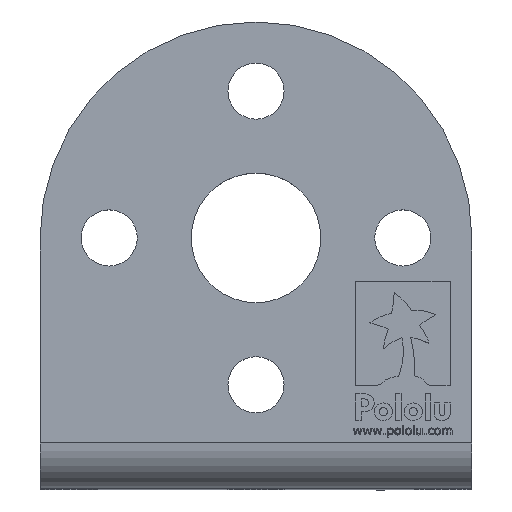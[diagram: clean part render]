
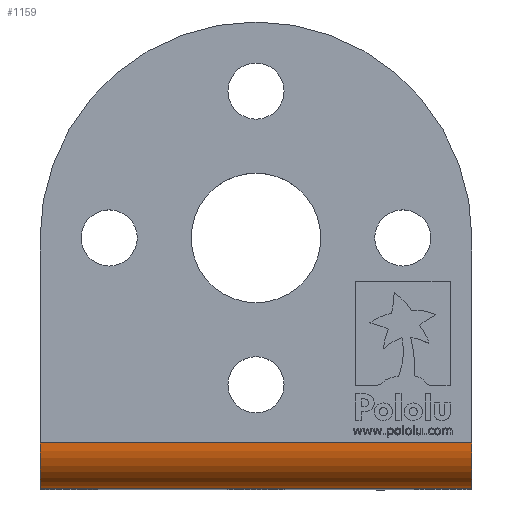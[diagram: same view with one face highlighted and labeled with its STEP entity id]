
A CAD part, top view. The second image highlights one B-rep face of the part: STEP entity #1159.
In plain terms, the highlighted cylindrical face has radius 2.635 mm (diameter 5.27 mm), a partial arc.
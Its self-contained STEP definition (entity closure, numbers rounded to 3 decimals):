
#27 = CARTESIAN_POINT ( 'NONE',  ( 11.5, -10.865, 11.865 ) ) ;
#50 = CARTESIAN_POINT ( 'NONE',  ( 11.5, -10.865, 14.5 ) ) ;
#55 = EDGE_CURVE ( 'NONE', #8450, #8160, #11002, .T. ) ;
#148 = CARTESIAN_POINT ( 'NONE',  ( 11.5, -10.865, 11.865 ) ) ;
#248 = CYLINDRICAL_SURFACE ( 'NONE', #1250, 2.635 ) ;
#419 = CARTESIAN_POINT ( 'NONE',  ( 11.5, -13.5, 11.865 ) ) ;
#493 = CARTESIAN_POINT ( 'NONE',  ( 11.5, -10.865, 14.5 ) ) ;
#973 = VECTOR ( 'NONE', #5092, 1000. ) ;
#1159 = ADVANCED_FACE ( 'NONE', ( #13759 ), #248, .T. ) ;
#1250 = AXIS2_PLACEMENT_3D ( 'NONE', #148, #3446, #1278 ) ;
#1278 = DIRECTION ( 'NONE',  ( 0., 1., 0. ) ) ;
#2981 = VERTEX_POINT ( 'NONE', #9878 ) ;
#3082 = EDGE_CURVE ( 'NONE', #8160, #2981, #10774, .T. ) ;
#3446 = DIRECTION ( 'NONE',  ( -1., 0., 0. ) ) ;
#3898 = ORIENTED_EDGE ( 'NONE', *, *, #6634, .F. ) ;
#4553 = DIRECTION ( 'NONE',  ( 0., 0., -1. ) ) ;
#4568 = ORIENTED_EDGE ( 'NONE', *, *, #3082, .T. ) ;
#4810 = CARTESIAN_POINT ( 'NONE',  ( -13.5, -10.865, 14.5 ) ) ;
#5092 = DIRECTION ( 'NONE',  ( -1., 0., 0. ) ) ;
#5112 = CIRCLE ( 'NONE', #10720, 2.635 ) ;
#5622 = DIRECTION ( 'NONE',  ( 0., 0., -1. ) ) ;
#5783 = DIRECTION ( 'NONE',  ( 1., 0., 0. ) ) ;
#6634 = EDGE_CURVE ( 'NONE', #8450, #6850, #5112, .T. ) ;
#6850 = VERTEX_POINT ( 'NONE', #419 ) ;
#7893 = DIRECTION ( 'NONE',  ( 1., 0., 0. ) ) ;
#8160 = VERTEX_POINT ( 'NONE', #4810 ) ;
#8432 = CARTESIAN_POINT ( 'NONE',  ( 11.5, -13.5, 11.865 ) ) ;
#8450 = VERTEX_POINT ( 'NONE', #50 ) ;
#8571 = VECTOR ( 'NONE', #10845, 1000. ) ;
#8612 = AXIS2_PLACEMENT_3D ( 'NONE', #11349, #5783, #4553 ) ;
#8770 = ORIENTED_EDGE ( 'NONE', *, *, #55, .T. ) ;
#9099 = LINE ( 'NONE', #8432, #8571 ) ;
#9878 = CARTESIAN_POINT ( 'NONE',  ( -13.5, -13.5, 11.865 ) ) ;
#10045 = EDGE_CURVE ( 'NONE', #6850, #2981, #9099, .T. ) ;
#10720 = AXIS2_PLACEMENT_3D ( 'NONE', #27, #7893, #5622 ) ;
#10774 = CIRCLE ( 'NONE', #8612, 2.635 ) ;
#10845 = DIRECTION ( 'NONE',  ( -1., 0., 0. ) ) ;
#11002 = LINE ( 'NONE', #493, #973 ) ;
#11349 = CARTESIAN_POINT ( 'NONE',  ( -13.5, -10.865, 11.865 ) ) ;
#13055 = EDGE_LOOP ( 'NONE', ( #4568, #13485, #3898, #8770 ) ) ;
#13485 = ORIENTED_EDGE ( 'NONE', *, *, #10045, .F. ) ;
#13759 = FACE_OUTER_BOUND ( 'NONE', #13055, .T. ) ;
